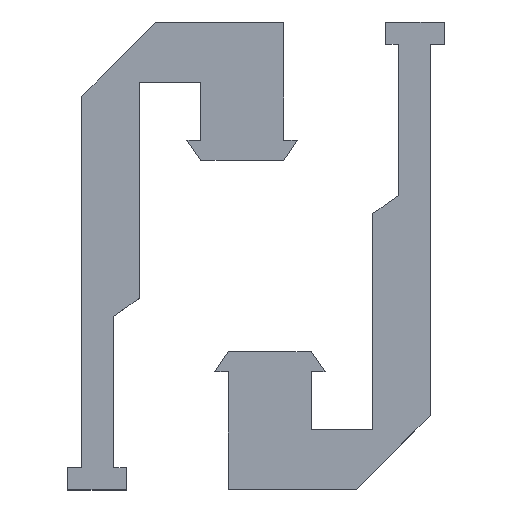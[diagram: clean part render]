
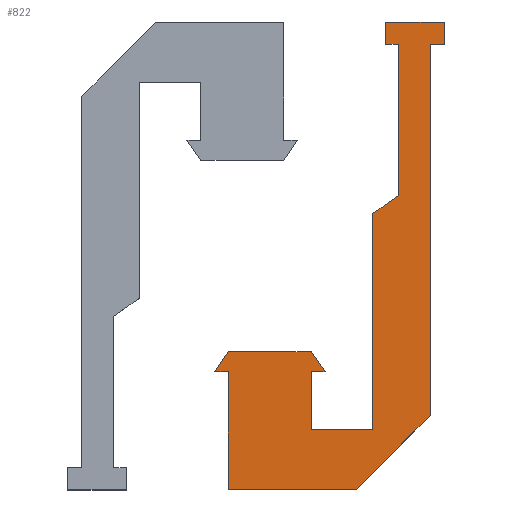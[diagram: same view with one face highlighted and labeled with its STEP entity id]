
A CAD part, top view. The second image highlights one B-rep face of the part: STEP entity #822.
In plain terms, the highlighted planar face has unit normal (0, 0, 1).
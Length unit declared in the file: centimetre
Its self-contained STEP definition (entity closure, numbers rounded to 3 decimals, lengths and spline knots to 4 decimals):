
#50=FACE_OUTER_BOUND('',#92,.T.);
#92=EDGE_LOOP('',(#681,#682,#683,#684,#685,#686,#687,#688,#689,#690,#691,
#692,#693,#694,#695,#696,#697,#698,#699));
#160=LINE('',#1212,#274);
#162=LINE('',#1217,#276);
#166=LINE('',#1225,#280);
#169=LINE('',#1231,#283);
#172=LINE('',#1237,#286);
#175=LINE('',#1243,#289);
#178=LINE('',#1249,#292);
#181=LINE('',#1254,#295);
#183=LINE('',#1259,#297);
#187=LINE('',#1266,#301);
#190=LINE('',#1272,#304);
#192=LINE('',#1276,#306);
#195=LINE('',#1282,#309);
#196=LINE('',#1284,#310);
#197=LINE('',#1286,#311);
#198=LINE('',#1288,#312);
#199=LINE('',#1290,#313);
#200=LINE('',#1292,#314);
#201=LINE('',#1293,#315);
#274=VECTOR('',#993,1.);
#276=VECTOR('',#997,1.);
#280=VECTOR('',#1003,1.);
#283=VECTOR('',#1008,1.);
#286=VECTOR('',#1013,1.);
#289=VECTOR('',#1018,1.);
#292=VECTOR('',#1023,1.);
#295=VECTOR('',#1028,1.);
#297=VECTOR('',#1032,1.);
#301=VECTOR('',#1038,1.);
#304=VECTOR('',#1043,1.);
#306=VECTOR('',#1047,1.);
#309=VECTOR('',#1052,1.);
#310=VECTOR('',#1053,1.);
#311=VECTOR('',#1054,1.);
#312=VECTOR('',#1055,1.);
#313=VECTOR('',#1056,1.);
#314=VECTOR('',#1057,1.);
#315=VECTOR('',#1058,1.);
#369=VERTEX_POINT('',#1209);
#370=VERTEX_POINT('',#1211);
#371=VERTEX_POINT('',#1215);
#372=VERTEX_POINT('',#1216);
#375=VERTEX_POINT('',#1224);
#377=VERTEX_POINT('',#1230);
#379=VERTEX_POINT('',#1236);
#381=VERTEX_POINT('',#1242);
#383=VERTEX_POINT('',#1248);
#385=VERTEX_POINT('',#1257);
#386=VERTEX_POINT('',#1258);
#390=VERTEX_POINT('',#1271);
#391=VERTEX_POINT('',#1275);
#393=VERTEX_POINT('',#1281);
#394=VERTEX_POINT('',#1283);
#395=VERTEX_POINT('',#1285);
#396=VERTEX_POINT('',#1287);
#397=VERTEX_POINT('',#1289);
#398=VERTEX_POINT('',#1291);
#464=EDGE_CURVE('',#369,#370,#160,.T.);
#466=EDGE_CURVE('',#371,#372,#162,.T.);
#470=EDGE_CURVE('',#375,#371,#166,.T.);
#473=EDGE_CURVE('',#377,#375,#169,.T.);
#476=EDGE_CURVE('',#379,#377,#172,.T.);
#479=EDGE_CURVE('',#381,#379,#175,.T.);
#482=EDGE_CURVE('',#383,#381,#178,.T.);
#485=EDGE_CURVE('',#370,#383,#181,.T.);
#487=EDGE_CURVE('',#385,#386,#183,.T.);
#491=EDGE_CURVE('',#372,#385,#187,.T.);
#494=EDGE_CURVE('',#386,#390,#190,.T.);
#496=EDGE_CURVE('',#390,#391,#192,.T.);
#499=EDGE_CURVE('',#393,#369,#195,.T.);
#500=EDGE_CURVE('',#394,#393,#196,.T.);
#501=EDGE_CURVE('',#395,#394,#197,.T.);
#502=EDGE_CURVE('',#396,#395,#198,.T.);
#503=EDGE_CURVE('',#397,#396,#199,.T.);
#504=EDGE_CURVE('',#398,#397,#200,.T.);
#505=EDGE_CURVE('',#391,#398,#201,.T.);
#681=ORIENTED_EDGE('',*,*,#499,.F.);
#682=ORIENTED_EDGE('',*,*,#500,.F.);
#683=ORIENTED_EDGE('',*,*,#501,.F.);
#684=ORIENTED_EDGE('',*,*,#502,.F.);
#685=ORIENTED_EDGE('',*,*,#503,.F.);
#686=ORIENTED_EDGE('',*,*,#504,.F.);
#687=ORIENTED_EDGE('',*,*,#505,.F.);
#688=ORIENTED_EDGE('',*,*,#496,.F.);
#689=ORIENTED_EDGE('',*,*,#494,.F.);
#690=ORIENTED_EDGE('',*,*,#487,.F.);
#691=ORIENTED_EDGE('',*,*,#491,.F.);
#692=ORIENTED_EDGE('',*,*,#466,.F.);
#693=ORIENTED_EDGE('',*,*,#470,.F.);
#694=ORIENTED_EDGE('',*,*,#473,.F.);
#695=ORIENTED_EDGE('',*,*,#476,.F.);
#696=ORIENTED_EDGE('',*,*,#479,.F.);
#697=ORIENTED_EDGE('',*,*,#482,.F.);
#698=ORIENTED_EDGE('',*,*,#485,.F.);
#699=ORIENTED_EDGE('',*,*,#464,.F.);
#780=PLANE('',#879);
#822=ADVANCED_FACE('',(#50),#780,.F.);
#879=AXIS2_PLACEMENT_3D('',#1280,#1050,#1051);
#993=DIRECTION('',(-0.707,-0.707,0.));
#997=DIRECTION('',(-1.,0.,0.));
#1003=DIRECTION('',(0.57,-0.822,0.));
#1008=DIRECTION('',(1.,0.,0.));
#1013=DIRECTION('',(0.564,0.826,0.));
#1018=DIRECTION('',(-1.,0.,0.));
#1023=DIRECTION('',(0.,1.,0.));
#1028=DIRECTION('',(-1.,0.,0.));
#1032=DIRECTION('',(1.,0.,0.));
#1038=DIRECTION('',(0.,-1.,0.));
#1043=DIRECTION('',(0.,1.,0.));
#1047=DIRECTION('',(0.812,0.584,0.));
#1050=DIRECTION('center_axis',(0.,0.,
-1.));
#1051=DIRECTION('ref_axis',(0.,1.,0.));
#1052=DIRECTION('',(0.,-1.,0.));
#1053=DIRECTION('',(-1.,0.,0.));
#1054=DIRECTION('',(0.,-1.,0.));
#1055=DIRECTION('',(1.,0.,0.));
#1056=DIRECTION('',(0.,1.,0.));
#1057=DIRECTION('',(-1.,0.,0.));
#1058=DIRECTION('',(0.,1.,0.));
#1209=CARTESIAN_POINT('',(7.145,-0.8803,0.6));
#1211=CARTESIAN_POINT('',(6.345,-1.6803,0.6));
#1212=CARTESIAN_POINT('',(7.1821,-0.8432,0.6));
#1215=CARTESIAN_POINT('',(6.0023,-0.4,0.6));
#1216=CARTESIAN_POINT('',(5.85,-0.4,0.6));
#1217=CARTESIAN_POINT('',(6.0023,-0.4,0.6));
#1224=CARTESIAN_POINT('',(5.85,-0.1803,0.6));
#1225=CARTESIAN_POINT('',(5.85,-0.1803,0.6));
#1230=CARTESIAN_POINT('',(4.95,-0.1803,0.6));
#1231=CARTESIAN_POINT('',(4.95,-0.1803,0.6));
#1236=CARTESIAN_POINT('',(4.8,-0.4,0.6));
#1237=CARTESIAN_POINT('',(4.8,-0.4,0.6));
#1242=CARTESIAN_POINT('',(4.95,-0.4,0.6));
#1243=CARTESIAN_POINT('',(4.95,-0.4,0.6));
#1248=CARTESIAN_POINT('',(4.95,-1.6803,0.6));
#1249=CARTESIAN_POINT('',(4.95,-1.6803,0.6));
#1254=CARTESIAN_POINT('',(7.145,-1.6803,0.6));
#1257=CARTESIAN_POINT('',(5.85,-1.0303,0.6));
#1258=CARTESIAN_POINT('',(6.522,-1.0303,0.6));
#1259=CARTESIAN_POINT('',(5.85,-1.0303,0.6));
#1266=CARTESIAN_POINT('',(5.85,-0.4,0.6));
#1271=CARTESIAN_POINT('',(6.522,1.3197,0.6));
#1272=CARTESIAN_POINT('',(6.522,-1.0303,0.6));
#1275=CARTESIAN_POINT('',(6.8,1.5197,0.6));
#1276=CARTESIAN_POINT('',(6.522,1.3197,0.6));
#1280=CARTESIAN_POINT('Origin',(6.05,1.5631,0.6));
#1281=CARTESIAN_POINT('',(7.145,3.1647,0.6));
#1282=CARTESIAN_POINT('',(7.145,4.1647,0.6));
#1283=CARTESIAN_POINT('',(7.3,3.1647,0.6));
#1284=CARTESIAN_POINT('',(7.3,3.1647,0.6));
#1285=CARTESIAN_POINT('',(7.3,3.4066,0.6));
#1286=CARTESIAN_POINT('',(7.3,3.4066,0.6));
#1287=CARTESIAN_POINT('',(6.66,3.4066,0.6));
#1288=CARTESIAN_POINT('',(6.66,3.4066,0.6));
#1289=CARTESIAN_POINT('',(6.66,3.1647,0.6));
#1290=CARTESIAN_POINT('',(6.66,3.1647,0.6));
#1291=CARTESIAN_POINT('',(6.8,3.1647,0.6));
#1292=CARTESIAN_POINT('',(6.8,3.1647,0.6));
#1293=CARTESIAN_POINT('',(6.8,1.9197,0.6));
